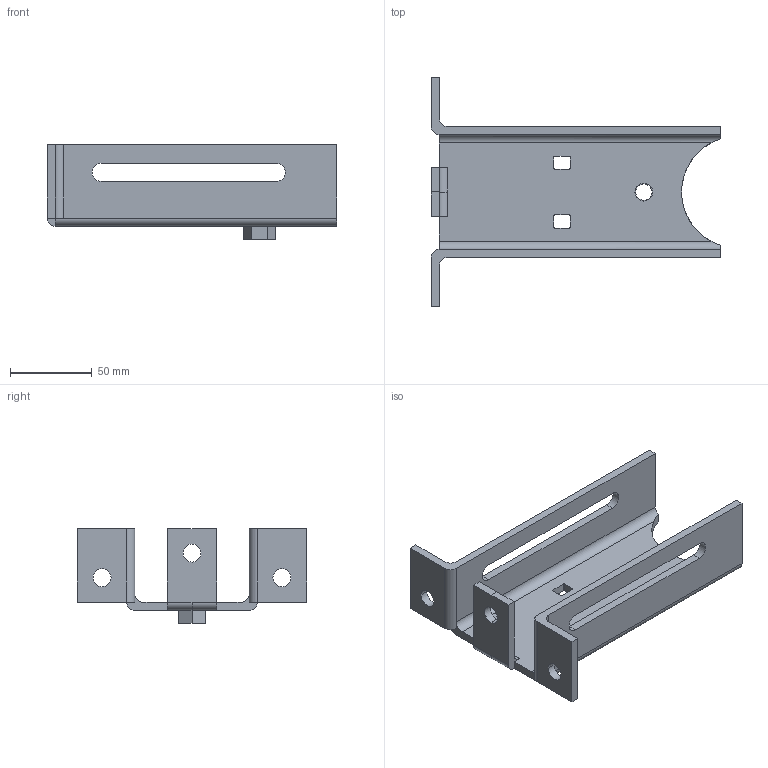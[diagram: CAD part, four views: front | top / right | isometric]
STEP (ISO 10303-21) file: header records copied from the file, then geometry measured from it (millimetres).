
FILE_DESCRIPTION(('CATIA V5 STEP Exchange'),'2;1');
FILE_NAME('Poutre.stp','2023-08-29T16:47:57+00:00',('none'),('none'),'CATIA Version 5 Release 19 SP 2 (IN-10)','CATIA V5 STEP AP203','none');
FILE_SCHEMA(('CONFIG_CONTROL_DESIGN'));
Length unit declared in the file: millimetre
Products named in the file (1): Poutre
Bounding box: 177 x 140 x 58 mm (x, y, z)
Volume: 149674.3 mm3; surface area: 66342.3 mm2
Topology: 1 solids, 1 shells, 81 faces, 227 edges, 150 vertices
Faces by surface type: plane 46, cylinder 35
Entity records: 2536 total; most frequent: CARTESIAN_POINT 472, ORIENTED_EDGE 454, DIRECTION 339, EDGE_CURVE 227, VECTOR 155, LINE 155, VERTEX_POINT 150, AXIS2_PLACEMENT_3D 127
